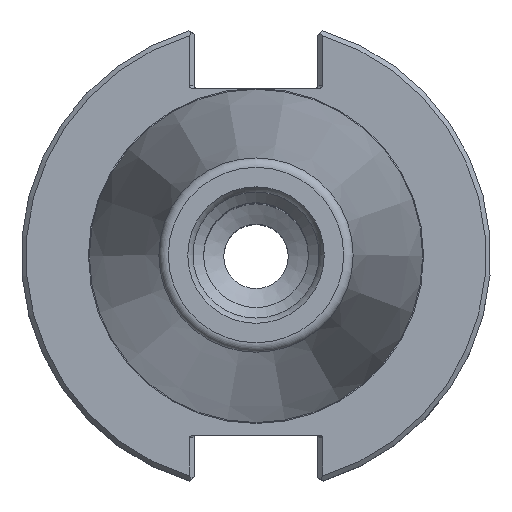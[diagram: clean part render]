
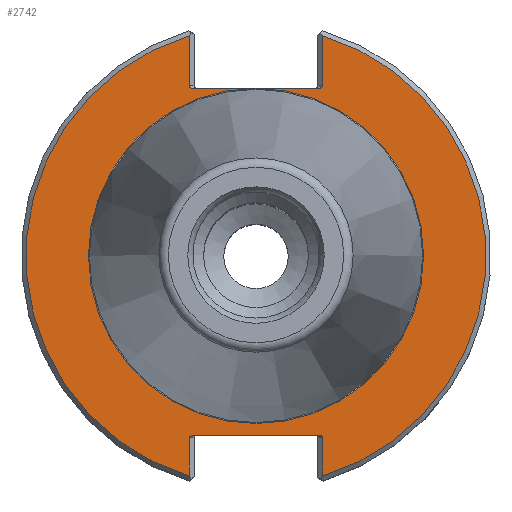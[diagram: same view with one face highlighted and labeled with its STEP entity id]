
A CAD part, top view. The second image highlights one B-rep face of the part: STEP entity #2742.
In plain terms, the highlighted planar face has unit normal (0, 0, 1).
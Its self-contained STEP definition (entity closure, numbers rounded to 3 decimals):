
#24=ELLIPSE('',#2905,0.707,0.5);
#25=ELLIPSE('',#2907,0.707,0.5);
#33=ELLIPSE('',#2935,0.707,0.5);
#34=ELLIPSE('',#2937,0.707,0.5);
#76=LINE('',#4164,#149);
#77=LINE('',#4173,#150);
#82=LINE('',#4192,#155);
#83=LINE('',#4201,#156);
#93=LINE('',#4235,#166);
#104=LINE('',#4282,#177);
#149=VECTOR('',#3281,1000.);
#150=VECTOR('',#3288,1000.);
#155=VECTOR('',#3303,1000.);
#156=VECTOR('',#3310,1000.);
#166=VECTOR('',#3336,1000.);
#177=VECTOR('',#3381,1000.);
#290=PLANE('',#2936);
#735=ORIENTED_EDGE('',*,*,#1016,.T.);
#736=ORIENTED_EDGE('',*,*,#1014,.T.);
#737=ORIENTED_EDGE('',*,*,#1010,.T.);
#738=ORIENTED_EDGE('',*,*,#1031,.F.);
#739=ORIENTED_EDGE('',*,*,#1008,.T.);
#740=ORIENTED_EDGE('',*,*,#1006,.T.);
#741=ORIENTED_EDGE('',*,*,#1004,.T.);
#742=ORIENTED_EDGE('',*,*,#1003,.T.);
#743=ORIENTED_EDGE('',*,*,#1050,.T.);
#744=ORIENTED_EDGE('',*,*,#1052,.F.);
#745=ORIENTED_EDGE('',*,*,#1053,.T.);
#746=ORIENTED_EDGE('',*,*,#1017,.T.);
#747=ORIENTED_EDGE('',*,*,#1000,.F.);
#1000=EDGE_CURVE('',#1211,#1211,#1323,.T.);
#1003=EDGE_CURVE('',#1212,#1213,#76,.T.);
#1004=EDGE_CURVE('',#1214,#1212,#1324,.T.);
#1006=EDGE_CURVE('',#1215,#1214,#77,.T.);
#1008=EDGE_CURVE('',#1216,#1215,#24,.F.);
#1010=EDGE_CURVE('',#1217,#1218,#25,.F.);
#1014=EDGE_CURVE('',#1219,#1217,#82,.T.);
#1016=EDGE_CURVE('',#1220,#1219,#1325,.T.);
#1017=EDGE_CURVE('',#1221,#1220,#83,.T.);
#1031=EDGE_CURVE('',#1216,#1218,#93,.T.);
#1050=EDGE_CURVE('',#1213,#1239,#33,.F.);
#1052=EDGE_CURVE('',#1240,#1239,#104,.T.);
#1053=EDGE_CURVE('',#1240,#1221,#34,.F.);
#1211=VERTEX_POINT('',#4155);
#1212=VERTEX_POINT('',#4161);
#1213=VERTEX_POINT('',#4163);
#1214=VERTEX_POINT('',#4167);
#1215=VERTEX_POINT('',#4174);
#1216=VERTEX_POINT('',#4178);
#1217=VERTEX_POINT('',#4182);
#1218=VERTEX_POINT('',#4183);
#1219=VERTEX_POINT('',#4191);
#1220=VERTEX_POINT('',#4198);
#1221=VERTEX_POINT('',#4202);
#1239=VERTEX_POINT('',#4279);
#1240=VERTEX_POINT('',#4283);
#1323=CIRCLE('',#2899,35.118);
#1324=CIRCLE('',#2902,48.21);
#1325=CIRCLE('',#2910,48.21);
#1477=EDGE_LOOP('',(#735,#736,#737,#738,#739,#740,#741,#742,#743,#744,#745,
#746));
#1478=EDGE_LOOP('',(#747));
#1665=FACE_BOUND('',#1477,.T.);
#1666=FACE_BOUND('',#1478,.T.);
#2742=ADVANCED_FACE('',(#1665,#1666),#290,.T.);
#2899=AXIS2_PLACEMENT_3D('',#4154,#3276,#3277);
#2902=AXIS2_PLACEMENT_3D('',#4166,#3284,#3285);
#2905=AXIS2_PLACEMENT_3D('',#4177,#3292,#3293);
#2907=AXIS2_PLACEMENT_3D('',#4181,#3297,#3298);
#2910=AXIS2_PLACEMENT_3D('',#4199,#3306,#3307);
#2935=AXIS2_PLACEMENT_3D('',#4278,#3376,#3377);
#2936=AXIS2_PLACEMENT_3D('',#4281,#3379,#3380);
#2937=AXIS2_PLACEMENT_3D('',#4284,#3382,#3383);
#3276=DIRECTION('',(0.,0.,1.));
#3277=DIRECTION('',(1.,0.,0.));
#3281=DIRECTION('',(0.,-1.,0.));
#3284=DIRECTION('',(0.,0.,1.));
#3285=DIRECTION('',(1.,0.,0.));
#3288=DIRECTION('',(0.,-1.,0.));
#3292=DIRECTION('',(0.,0.,1.));
#3293=DIRECTION('',(1.,0.,0.));
#3297=DIRECTION('',(0.,0.,1.));
#3298=DIRECTION('',(1.,0.,0.));
#3303=DIRECTION('',(0.,1.,0.));
#3306=DIRECTION('',(0.,0.,1.));
#3307=DIRECTION('',(1.,0.,0.));
#3310=DIRECTION('',(0.,1.,0.));
#3336=DIRECTION('',(-1.,0.,0.));
#3376=DIRECTION('',(0.,0.,1.));
#3377=DIRECTION('',(-1.,0.,0.));
#3379=DIRECTION('',(0.,0.,1.));
#3380=DIRECTION('',(1.,0.,0.));
#3381=DIRECTION('',(1.,0.,0.));
#3382=DIRECTION('',(0.,0.,1.));
#3383=DIRECTION('',(-1.,0.,0.));
#4154=CARTESIAN_POINT('',(0.,0.,-3.17));
#4155=CARTESIAN_POINT('',(35.118,0.,-3.17));
#4161=CARTESIAN_POINT('',(13.955,46.146,-3.17));
#4163=CARTESIAN_POINT('',(13.955,35.66,-3.17));
#4164=CARTESIAN_POINT('',(13.955,35.16,-3.17));
#4166=CARTESIAN_POINT('',(0.,0.,-3.17));
#4167=CARTESIAN_POINT('',(13.955,-46.146,-3.17));
#4173=CARTESIAN_POINT('',(13.955,-47.619,-3.17));
#4174=CARTESIAN_POINT('',(13.955,-38.07,-3.17));
#4177=CARTESIAN_POINT('',(13.248,-38.07,-3.17));
#4178=CARTESIAN_POINT('',(13.248,-37.57,-3.17));
#4181=CARTESIAN_POINT('',(-13.248,-38.07,-3.17));
#4182=CARTESIAN_POINT('',(-13.955,-38.07,-3.17));
#4183=CARTESIAN_POINT('',(-13.248,-37.57,-3.17));
#4191=CARTESIAN_POINT('',(-13.955,-46.146,-3.17));
#4192=CARTESIAN_POINT('',(-13.955,-37.57,-3.17));
#4198=CARTESIAN_POINT('',(-13.955,46.146,-3.17));
#4199=CARTESIAN_POINT('',(0.,0.,-3.17));
#4201=CARTESIAN_POINT('',(-13.955,47.619,-3.17));
#4202=CARTESIAN_POINT('',(-13.955,35.66,-3.17));
#4235=CARTESIAN_POINT('',(12.955,-37.57,-3.17));
#4278=CARTESIAN_POINT('',(13.248,35.66,-3.17));
#4279=CARTESIAN_POINT('',(13.248,35.16,-3.17));
#4281=CARTESIAN_POINT('',(35.118,0.,-3.17));
#4282=CARTESIAN_POINT('',(-12.955,35.16,-3.17));
#4283=CARTESIAN_POINT('',(-13.248,35.16,-3.17));
#4284=CARTESIAN_POINT('',(-13.248,35.66,-3.17));
